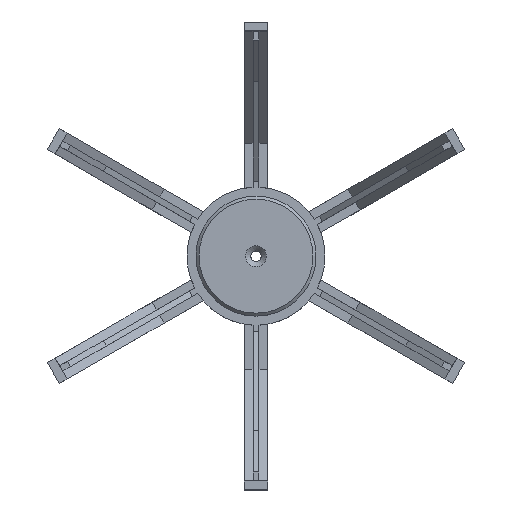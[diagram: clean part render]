
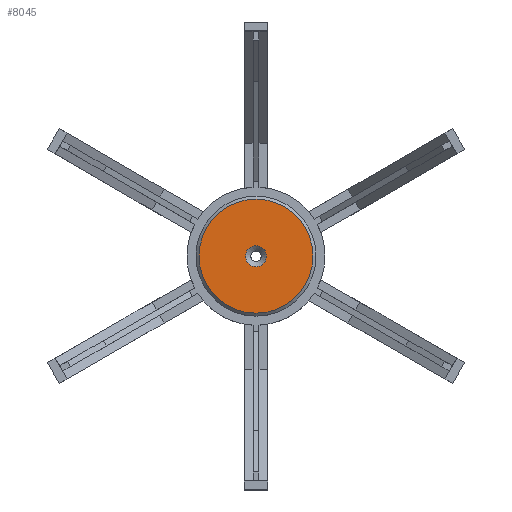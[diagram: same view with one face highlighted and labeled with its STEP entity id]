
A CAD part, top view. The second image highlights one B-rep face of the part: STEP entity #8045.
In plain terms, the highlighted planar face has unit normal (0, 0, 1).
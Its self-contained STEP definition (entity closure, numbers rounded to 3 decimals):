
#7379 = CONICAL_SURFACE('',#7380,20.,0.785);
#7380 = AXIS2_PLACEMENT_3D('',#7381,#7382,#7383);
#7381 = CARTESIAN_POINT('',(0.,0.,7.));
#7382 = DIRECTION('',(-0.,-0.,-1.));
#7383 = DIRECTION('',(0.,1.,0.));
#7904 = CONICAL_SURFACE('',#7905,3.5,0.785);
#7905 = AXIS2_PLACEMENT_3D('',#7906,#7907,#7908);
#7906 = CARTESIAN_POINT('',(0.,0.,8.));
#7907 = DIRECTION('',(0.,0.,1.));
#7908 = DIRECTION('',(0.,1.,-0.));
#7945 = VERTEX_POINT('',#7946);
#7946 = CARTESIAN_POINT('',(0.,19.,8.));
#7967 = EDGE_CURVE('',#7945,#7945,#7968,.T.);
#7968 = SURFACE_CURVE('',#7969,(#7974,#7981),.PCURVE_S1.);
#7969 = CIRCLE('',#7970,19.);
#7970 = AXIS2_PLACEMENT_3D('',#7971,#7972,#7973);
#7971 = CARTESIAN_POINT('',(0.,0.,8.));
#7972 = DIRECTION('',(0.,-0.,1.));
#7973 = DIRECTION('',(0.,1.,0.));
#7974 = PCURVE('',#7379,#7975);
#7975 = DEFINITIONAL_REPRESENTATION('',(#7976),#7980);
#7976 = LINE('',#7977,#7978);
#7977 = CARTESIAN_POINT('',(-0.,-1.));
#7978 = VECTOR('',#7979,1.);
#7979 = DIRECTION('',(-1.,-0.));
#7980 = ( GEOMETRIC_REPRESENTATION_CONTEXT(2) 
PARAMETRIC_REPRESENTATION_CONTEXT() REPRESENTATION_CONTEXT('2D SPACE',''
  ) );
#7981 = PCURVE('',#7982,#7987);
#7982 = PLANE('',#7983);
#7983 = AXIS2_PLACEMENT_3D('',#7984,#7985,#7986);
#7984 = CARTESIAN_POINT('',(0.,0.,8.));
#7985 = DIRECTION('',(0.,0.,1.));
#7986 = DIRECTION('',(0.,1.,0.));
#7987 = DEFINITIONAL_REPRESENTATION('',(#7988),#7992);
#7988 = CIRCLE('',#7989,19.);
#7989 = AXIS2_PLACEMENT_2D('',#7990,#7991);
#7990 = CARTESIAN_POINT('',(0.,0.));
#7991 = DIRECTION('',(1.,0.));
#7992 = ( GEOMETRIC_REPRESENTATION_CONTEXT(2) 
PARAMETRIC_REPRESENTATION_CONTEXT() REPRESENTATION_CONTEXT('2D SPACE',''
  ) );
#7999 = VERTEX_POINT('',#8000);
#8000 = CARTESIAN_POINT('',(0.,3.5,8.));
#8021 = EDGE_CURVE('',#7999,#7999,#8022,.T.);
#8022 = SURFACE_CURVE('',#8023,(#8028,#8035),.PCURVE_S1.);
#8023 = CIRCLE('',#8024,3.5);
#8024 = AXIS2_PLACEMENT_3D('',#8025,#8026,#8027);
#8025 = CARTESIAN_POINT('',(0.,0.,8.));
#8026 = DIRECTION('',(0.,-0.,1.));
#8027 = DIRECTION('',(0.,1.,0.));
#8028 = PCURVE('',#7904,#8029);
#8029 = DEFINITIONAL_REPRESENTATION('',(#8030),#8034);
#8030 = LINE('',#8031,#8032);
#8031 = CARTESIAN_POINT('',(0.,-0.));
#8032 = VECTOR('',#8033,1.);
#8033 = DIRECTION('',(1.,-0.));
#8034 = ( GEOMETRIC_REPRESENTATION_CONTEXT(2) 
PARAMETRIC_REPRESENTATION_CONTEXT() REPRESENTATION_CONTEXT('2D SPACE',''
  ) );
#8035 = PCURVE('',#7982,#8036);
#8036 = DEFINITIONAL_REPRESENTATION('',(#8037),#8041);
#8037 = CIRCLE('',#8038,3.5);
#8038 = AXIS2_PLACEMENT_2D('',#8039,#8040);
#8039 = CARTESIAN_POINT('',(0.,0.));
#8040 = DIRECTION('',(1.,0.));
#8041 = ( GEOMETRIC_REPRESENTATION_CONTEXT(2) 
PARAMETRIC_REPRESENTATION_CONTEXT() REPRESENTATION_CONTEXT('2D SPACE',''
  ) );
#8045 = ADVANCED_FACE('',(#8046,#8049),#7982,.T.);
#8046 = FACE_BOUND('',#8047,.T.);
#8047 = EDGE_LOOP('',(#8048));
#8048 = ORIENTED_EDGE('',*,*,#7967,.T.);
#8049 = FACE_BOUND('',#8050,.T.);
#8050 = EDGE_LOOP('',(#8051));
#8051 = ORIENTED_EDGE('',*,*,#8021,.F.);
